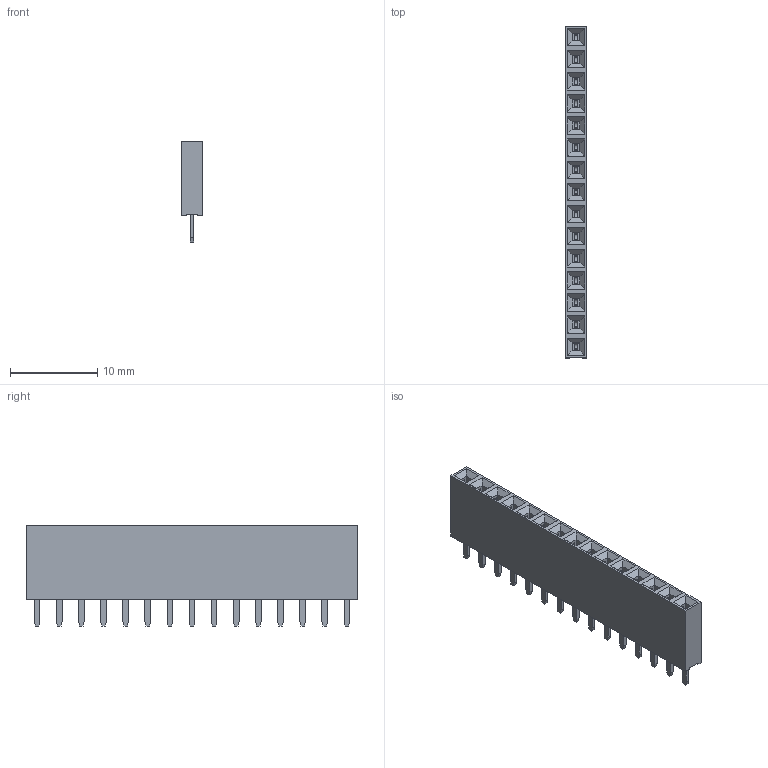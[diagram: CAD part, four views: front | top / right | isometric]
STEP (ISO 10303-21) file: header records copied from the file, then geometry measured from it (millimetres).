
FILE_DESCRIPTION(('FreeCAD Model'),'2;1');
FILE_NAME('Open CASCADE Shape Model','2023-05-12T03:16:57',( 'kicad StepUp'),('ksu MCAD'),'Open CASCADE STEP processor 7.6', 'FreeCAD','Unknown');
FILE_SCHEMA(('AUTOMOTIVE_DESIGN { 1 0 10303 214 1 1 1 1 }'));
Length unit declared in the file: millimetre
Products named in the file (17): Female_Header_1x15_P2.54_H8.5_straight; Pin_One014; Epoxy_Body014; Body132; Body133; Body134; Body135; Body136; Body137; Body138; Body139; Body140; Body129; Body141; Body142; Body143; Body144
Assembly tree (16 placements, depth 2):
  Female_Header_1x15_P2.54_H8.5_straight
    Pin_One014
    Epoxy_Body014
    Body132
    Body133
    Body134
    Body135
    Body136
    Body137
    Body138
    Body139
    Body140
    Body129
    Body141
    Body142
    Body143
    Body144
Bounding box: 2.5 x 38.1 x 11.5 mm (x, y, z)
Volume: 700.7 mm3; surface area: 2052 mm2
Topology: 16 solids, 16 shells, 612 faces, 1710 edges, 1130 vertices
Faces by surface type: plane 445, cylinder 107, bspline 60
Entity records: 19869 total; most frequent: CARTESIAN_POINT 3709, ORIENTED_EDGE 3420, DIRECTION 3032, EDGE_CURVE 1710, LINE 1406, VECTOR 1406, VERTEX_POINT 1130, AXIS2_PLACEMENT_3D 813
